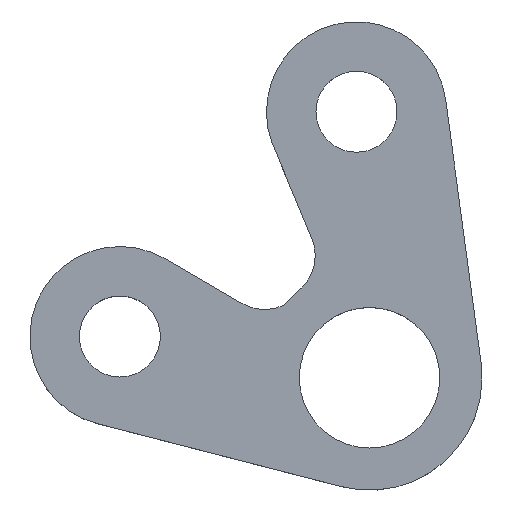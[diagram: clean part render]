
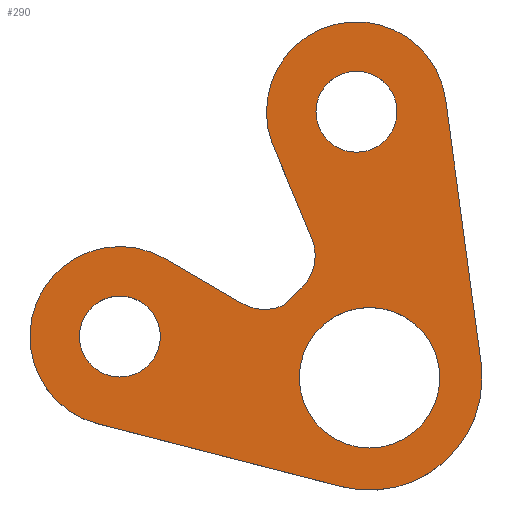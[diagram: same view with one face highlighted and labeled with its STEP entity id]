
A CAD part, top view. The second image highlights one B-rep face of the part: STEP entity #290.
In plain terms, the highlighted planar face has unit normal (0, 0, 1).
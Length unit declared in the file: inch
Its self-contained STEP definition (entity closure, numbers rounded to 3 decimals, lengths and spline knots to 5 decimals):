
#15=FACE_BOUND('',#57,.T.);
#16=FACE_BOUND('',#58,.T.);
#17=FACE_BOUND('',#59,.T.);
#26=PLANE('',#335);
#41=FACE_OUTER_BOUND('',#56,.T.);
#56=EDGE_LOOP('',(#243,#244,#245,#246,#247,#248,#249,#250,#251,#252));
#57=EDGE_LOOP('',(#253));
#58=EDGE_LOOP('',(#254));
#59=EDGE_LOOP('',(#255));
#72=LINE('',#463,#95);
#73=LINE('',#466,#96);
#78=LINE('',#480,#101);
#82=LINE('',#492,#105);
#86=LINE('',#502,#109);
#95=VECTOR('',#379,0.3937);
#96=VECTOR('',#382,0.3937);
#101=VECTOR('',#395,0.3937);
#105=VECTOR('',#407,0.3937);
#109=VECTOR('',#419,0.3937);
#111=CIRCLE('',#308,0.1);
#112=CIRCLE('',#310,0.1);
#114=CIRCLE('',#313,0.09);
#116=CIRCLE('',#316,0.09);
#118=CIRCLE('',#319,0.15625);
#121=CIRCLE('',#325,0.2);
#123=CIRCLE('',#329,0.25);
#125=CIRCLE('',#333,0.2);
#128=VERTEX_POINT('',#429);
#129=VERTEX_POINT('',#431);
#130=VERTEX_POINT('',#435);
#131=VERTEX_POINT('',#436);
#134=VERTEX_POINT('',#444);
#136=VERTEX_POINT('',#450);
#138=VERTEX_POINT('',#456);
#140=VERTEX_POINT('',#465);
#143=VERTEX_POINT('',#473);
#145=VERTEX_POINT('',#479);
#147=VERTEX_POINT('',#485);
#149=VERTEX_POINT('',#491);
#151=VERTEX_POINT('',#497);
#154=EDGE_CURVE('',#128,#129,#111,.T.);
#156=EDGE_CURVE('',#130,#131,#112,.T.);
#160=EDGE_CURVE('',#134,#134,#114,.T.);
#163=EDGE_CURVE('',#136,#136,#116,.T.);
#166=EDGE_CURVE('',#138,#138,#118,.T.);
#170=EDGE_CURVE('',#130,#129,#72,.T.);
#171=EDGE_CURVE('',#140,#131,#73,.T.);
#175=EDGE_CURVE('',#143,#140,#121,.T.);
#178=EDGE_CURVE('',#145,#143,#78,.T.);
#181=EDGE_CURVE('',#147,#145,#123,.T.);
#184=EDGE_CURVE('',#149,#147,#82,.T.);
#187=EDGE_CURVE('',#151,#149,#125,.T.);
#190=EDGE_CURVE('',#128,#151,#86,.T.);
#243=ORIENTED_EDGE('',*,*,#154,.F.);
#244=ORIENTED_EDGE('',*,*,#190,.T.);
#245=ORIENTED_EDGE('',*,*,#187,.T.);
#246=ORIENTED_EDGE('',*,*,#184,.T.);
#247=ORIENTED_EDGE('',*,*,#181,.T.);
#248=ORIENTED_EDGE('',*,*,#178,.T.);
#249=ORIENTED_EDGE('',*,*,#175,.T.);
#250=ORIENTED_EDGE('',*,*,#171,.T.);
#251=ORIENTED_EDGE('',*,*,#156,.F.);
#252=ORIENTED_EDGE('',*,*,#170,.T.);
#253=ORIENTED_EDGE('',*,*,#166,.T.);
#254=ORIENTED_EDGE('',*,*,#163,.T.);
#255=ORIENTED_EDGE('',*,*,#160,.T.);
#290=ADVANCED_FACE('',(#41,#15,#16,#17),#26,.T.);
#308=AXIS2_PLACEMENT_3D('',#432,#344,#345);
#310=AXIS2_PLACEMENT_3D('',#437,#349,#350);
#313=AXIS2_PLACEMENT_3D('',#445,#357,#358);
#316=AXIS2_PLACEMENT_3D('',#451,#364,#365);
#319=AXIS2_PLACEMENT_3D('',#457,#371,#372);
#325=AXIS2_PLACEMENT_3D('',#474,#389,#390);
#329=AXIS2_PLACEMENT_3D('',#486,#401,#402);
#333=AXIS2_PLACEMENT_3D('',#498,#413,#414);
#335=AXIS2_PLACEMENT_3D('',#503,#420,#421);
#344=DIRECTION('center_axis',(0.,0.,
1.));
#345=DIRECTION('ref_axis',(0.421,-0.907,0.));
#349=DIRECTION('center_axis',(0.,0.,
1.));
#350=DIRECTION('ref_axis',(0.699,-0.716,0.));
#357=DIRECTION('center_axis',(0.,0.,-1.));
#358=DIRECTION('ref_axis',(-1.,0.,0.));
#364=DIRECTION('center_axis',(0.,0.,-1.));
#365=DIRECTION('ref_axis',(-1.,0.,0.));
#371=DIRECTION('center_axis',(0.,0.,
-1.));
#372=DIRECTION('ref_axis',(-1.,0.,0.));
#379=DIRECTION('',(-0.725,-0.689,0.));
#382=DIRECTION('',(0.383,-0.924,0.));
#389=DIRECTION('center_axis',(0.,0.,1.));
#390=DIRECTION('ref_axis',(1.,0.,0.));
#395=DIRECTION('',(-0.133,0.991,0.));
#401=DIRECTION('center_axis',(0.,0.,1.));
#402=DIRECTION('ref_axis',(1.,0.,0.));
#407=DIRECTION('',(0.968,-0.25,0.));
#413=DIRECTION('center_axis',(0.,0.,1.));
#414=DIRECTION('ref_axis',(1.,0.,0.));
#419=DIRECTION('',(-0.864,0.503,0.));
#420=DIRECTION('center_axis',(0.,0.,
1.));
#421=DIRECTION('ref_axis',(1.,0.,0.));
#429=CARTESIAN_POINT('',(-0.07529,0.58546,0.125));
#431=CARTESIAN_POINT('',(0.0171,0.58117,0.125));
#432=CARTESIAN_POINT('Origin',(-0.02498,0.67189,0.125));
#435=CARTESIAN_POINT('',(0.05758,0.61963,0.125));
#436=CARTESIAN_POINT('',(0.08008,0.72952,0.125));
#437=CARTESIAN_POINT('Origin',(-0.01228,0.69118,0.125));
#444=CARTESIAN_POINT('',(-0.25629,0.5118,0.125));
#445=CARTESIAN_POINT('Origin',(-0.34629,0.5118,0.125));
#450=CARTESIAN_POINT('',(0.26946,1.01129,0.125));
#451=CARTESIAN_POINT('Origin',(0.17946,1.01129,0.125));
#456=CARTESIAN_POINT('',(0.36471,0.42029,0.125));
#457=CARTESIAN_POINT('Origin',(0.20846,0.42029,0.125));
#463=CARTESIAN_POINT('',(-0.20853,0.3668,0.125));
#465=CARTESIAN_POINT('',(-0.00833,0.94247,0.125));
#466=CARTESIAN_POINT('',(-0.00833,0.94247,0.125));
#473=CARTESIAN_POINT('',(0.37767,1.03793,0.125));
#474=CARTESIAN_POINT('Origin',(0.17946,1.01129,0.125));
#479=CARTESIAN_POINT('',(0.45623,0.45359,0.125));
#480=CARTESIAN_POINT('',(0.45623,0.45359,0.125));
#485=CARTESIAN_POINT('',(0.14599,0.17822,0.125));
#486=CARTESIAN_POINT('Origin',(0.20846,0.42029,0.125));
#491=CARTESIAN_POINT('',(-0.39626,0.31814,0.125));
#492=CARTESIAN_POINT('',(-0.39626,0.31814,0.125));
#497=CARTESIAN_POINT('',(-0.24567,0.68465,0.125));
#498=CARTESIAN_POINT('Origin',(-0.34629,0.5118,0.125));
#502=CARTESIAN_POINT('',(0.20846,0.42029,0.125));
#503=CARTESIAN_POINT('Origin',(-0.04391,0.69079,0.125));
